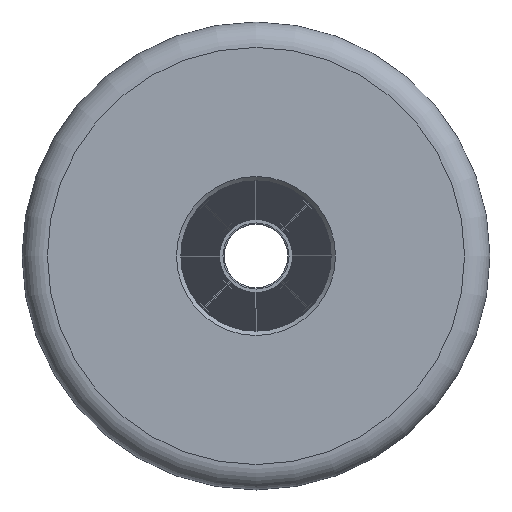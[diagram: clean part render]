
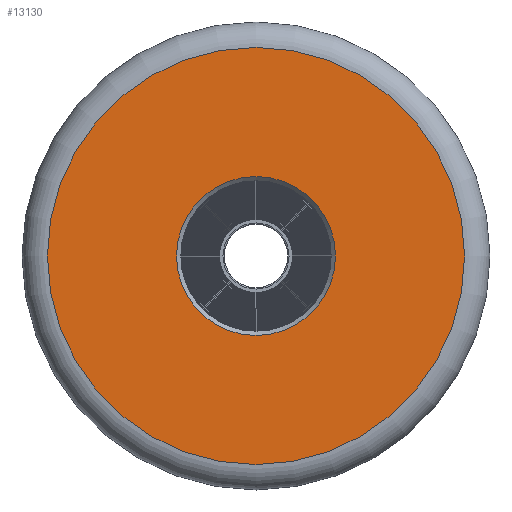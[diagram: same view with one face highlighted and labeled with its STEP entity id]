
A CAD part, left-side view. The second image highlights one B-rep face of the part: STEP entity #13130.
In plain terms, the highlighted planar face has unit normal (-1, 0, 0).
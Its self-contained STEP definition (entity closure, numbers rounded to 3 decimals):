
#3011=FACE_BOUND('',#4038,.T.);
#3015=PLANE('',#14185);
#3028=FACE_OUTER_BOUND('',#4037,.T.);
#4037=EDGE_LOOP('',(#9132));
#4038=EDGE_LOOP('',(#9133));
#5052=CIRCLE('',#14175,0.625);
#5054=CIRCLE('',#14178,1.64);
#6067=VERTEX_POINT('',#21268);
#6069=VERTEX_POINT('',#21274);
#7086=EDGE_CURVE('',#6067,#6067,#5052,.T.);
#7089=EDGE_CURVE('',#6069,#6069,#5054,.T.);
#9132=ORIENTED_EDGE('',*,*,#7089,.F.);
#9133=ORIENTED_EDGE('',*,*,#7086,.T.);
#13130=ADVANCED_FACE('',(#3028,#3011),#3015,.T.);
#14175=AXIS2_PLACEMENT_3D('',#21269,#16231,#16232);
#14178=AXIS2_PLACEMENT_3D('',#21275,#16238,#16239);
#14185=AXIS2_PLACEMENT_3D('',#21287,#16253,#16254);
#16231=DIRECTION('center_axis',(1.,0.,0.));
#16232=DIRECTION('ref_axis',(0.,1.,0.));
#16238=DIRECTION('center_axis',(1.,0.,0.));
#16239=DIRECTION('ref_axis',(0.,-1.,0.));
#16253=DIRECTION('center_axis',(-1.,0.,0.));
#16254=DIRECTION('ref_axis',(0.,0.,1.));
#21268=CARTESIAN_POINT('',(0.,-0.625,0.));
#21269=CARTESIAN_POINT('Origin',(0.,0.,0.));
#21274=CARTESIAN_POINT('',(0.,0.,
-1.64));
#21275=CARTESIAN_POINT('Origin',(0.,0.,
0.));
#21287=CARTESIAN_POINT('Origin',(0.,0.592,
0.));
